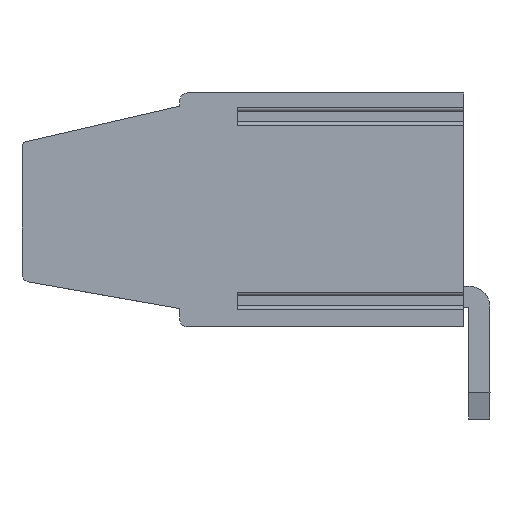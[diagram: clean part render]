
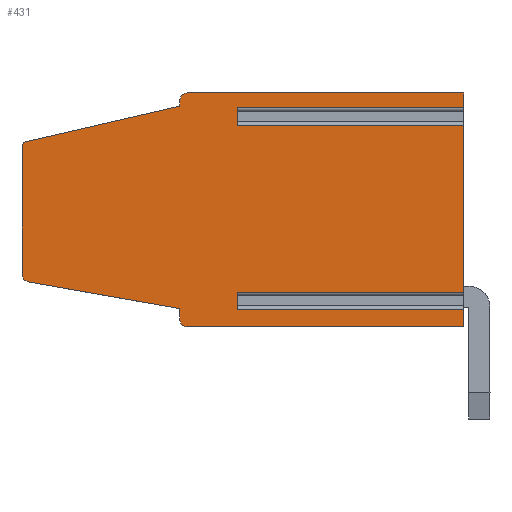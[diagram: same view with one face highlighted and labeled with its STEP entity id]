
A CAD part, left-side view. The second image highlights one B-rep face of the part: STEP entity #431.
In plain terms, the highlighted planar face has unit normal (-1, 0, 0).
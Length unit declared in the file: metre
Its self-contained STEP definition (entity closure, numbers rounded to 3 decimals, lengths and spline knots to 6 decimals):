
#431=ADVANCED_FACE('',(#1093),#1094,.T.);
#1093=FACE_OUTER_BOUND('',#2024,.T.);
#1094=PLANE('',#2025);
#2024=EDGE_LOOP('',(#3319,#3320,#3321,#3322,#3323,#3324,#3325,#3326,#3327,#3328,#3329,#3330,#3331,#3332,#3333,#3334,#3335,#3336,#3337,#3338));
#2025=AXIS2_PLACEMENT_3D('',#3339,#3340,#3341);
#3319=ORIENTED_EDGE('',*,*,#5639,.T.);
#3320=ORIENTED_EDGE('',*,*,#5528,.F.);
#3321=ORIENTED_EDGE('',*,*,#5610,.F.);
#3322=ORIENTED_EDGE('',*,*,#5640,.T.);
#3323=ORIENTED_EDGE('',*,*,#5641,.T.);
#3324=ORIENTED_EDGE('',*,*,#5642,.T.);
#3325=ORIENTED_EDGE('',*,*,#5643,.T.);
#3326=ORIENTED_EDGE('',*,*,#5644,.T.);
#3327=ORIENTED_EDGE('',*,*,#5645,.T.);
#3328=ORIENTED_EDGE('',*,*,#5357,.T.);
#3329=ORIENTED_EDGE('',*,*,#5364,.T.);
#3330=ORIENTED_EDGE('',*,*,#5646,.T.);
#3331=ORIENTED_EDGE('',*,*,#5647,.T.);
#3332=ORIENTED_EDGE('',*,*,#5648,.T.);
#3333=ORIENTED_EDGE('',*,*,#5649,.T.);
#3334=ORIENTED_EDGE('',*,*,#5650,.F.);
#3335=ORIENTED_EDGE('',*,*,#5651,.T.);
#3336=ORIENTED_EDGE('',*,*,#5652,.T.);
#3337=ORIENTED_EDGE('',*,*,#5572,.F.);
#3338=ORIENTED_EDGE('',*,*,#5653,.F.);
#3339=CARTESIAN_POINT('',(0.,0.0168,-0.00689));
#3340=DIRECTION('',(-1.0,0.,0.));
#3341=DIRECTION('',(0.,1.0,0.0));
#5357=EDGE_CURVE('',#6325,#6379,#6381,.T.);
#5364=EDGE_CURVE('',#6379,#6391,#6393,.T.);
#5528=EDGE_CURVE('',#6674,#6675,#6676,.T.);
#5572=EDGE_CURVE('',#6746,#6747,#6748,.T.);
#5610=EDGE_CURVE('',#6804,#6674,#6806,.T.);
#5639=EDGE_CURVE('',#6844,#6675,#6845,.T.);
#5640=EDGE_CURVE('',#6804,#6846,#6847,.T.);
#5641=EDGE_CURVE('',#6846,#6848,#6849,.T.);
#5642=EDGE_CURVE('',#6848,#6850,#6851,.T.);
#5643=EDGE_CURVE('',#6850,#6852,#6853,.T.);
#5644=EDGE_CURVE('',#6852,#6854,#6855,.T.);
#5645=EDGE_CURVE('',#6854,#6325,#6856,.T.);
#5646=EDGE_CURVE('',#6391,#6857,#6858,.T.);
#5647=EDGE_CURVE('',#6857,#6859,#6860,.T.);
#5648=EDGE_CURVE('',#6859,#6861,#6862,.T.);
#5649=EDGE_CURVE('',#6861,#6863,#6864,.T.);
#5650=EDGE_CURVE('',#6865,#6863,#6866,.T.);
#5651=EDGE_CURVE('',#6865,#6867,#6868,.T.);
#5652=EDGE_CURVE('',#6867,#6747,#6869,.T.);
#5653=EDGE_CURVE('',#6844,#6746,#6870,.T.);
#6325=VERTEX_POINT('',#7808);
#6379=VERTEX_POINT('',#7889);
#6381=CIRCLE('',#7892,0.0002);
#6391=VERTEX_POINT('',#7903);
#6393=LINE('',#7906,#7907);
#6674=VERTEX_POINT('',#8321);
#6675=VERTEX_POINT('',#8322);
#6676=LINE('',#8323,#8324);
#6746=VERTEX_POINT('',#8420);
#6747=VERTEX_POINT('',#8421);
#6748=LINE('',#8422,#8423);
#6804=VERTEX_POINT('',#8500);
#6806=LINE('',#8502,#8503);
#6844=VERTEX_POINT('',#8558);
#6845=LINE('',#8559,#8560);
#6846=VERTEX_POINT('',#8561);
#6847=LINE('',#8562,#8563);
#6848=VERTEX_POINT('',#8564);
#6849=LINE('',#8565,#8566);
#6850=VERTEX_POINT('',#8567);
#6851=LINE('',#8568,#8569);
#6852=VERTEX_POINT('',#8570);
#6853=CIRCLE('',#8571,0.0003);
#6854=VERTEX_POINT('',#8572);
#6855=LINE('',#8573,#8574);
#6856=LINE('',#8575,#8576);
#6857=VERTEX_POINT('',#8577);
#6858=CIRCLE('',#8578,0.0003);
#6859=VERTEX_POINT('',#8579);
#6860=LINE('',#8580,#8581);
#6861=VERTEX_POINT('',#8582);
#6862=LINE('',#8583,#8584);
#6863=VERTEX_POINT('',#8585);
#6864=CIRCLE('',#8586,0.0003);
#6865=VERTEX_POINT('',#8587);
#6866=LINE('',#8588,#8589);
#6867=VERTEX_POINT('',#8590);
#6868=LINE('',#8591,#8592);
#6869=LINE('',#8593,#8594);
#6870=LINE('',#8595,#8596);
#7808=CARTESIAN_POINT('',(0.,0.016645,-0.001849));
#7889=CARTESIAN_POINT('',(0.,0.0168,-0.002044));
#7892=AXIS2_PLACEMENT_3D('',#9935,#9936,#9937);
#7903=CARTESIAN_POINT('',(0.,0.0168,-0.00689));
#7906=CARTESIAN_POINT('',(0.,0.0168,-0.002044));
#7907=VECTOR('',#9949,1.0);
#8321=CARTESIAN_POINT('',(0.,0.0086,-0.00123));
#8322=CARTESIAN_POINT('',(0.,0.,-0.00123));
#8323=CARTESIAN_POINT('',(0.,0.,-0.00123));
#8324=VECTOR('',#10126,1.0);
#8420=CARTESIAN_POINT('',(0.,0.0086,-0.00757));
#8421=CARTESIAN_POINT('',(0.,0.0086,-0.00823));
#8422=CARTESIAN_POINT('',(0.,0.0086,-0.00823));
#8423=VECTOR('',#10174,1.0);
#8500=CARTESIAN_POINT('',(0.,0.0086,-0.00057));
#8502=CARTESIAN_POINT('',(0.,0.0086,-0.00123));
#8503=VECTOR('',#10217,1.0);
#8558=CARTESIAN_POINT('',(0.,0.,-0.00757));
#8559=CARTESIAN_POINT('',(0.0,0.,-0.008915));
#8560=VECTOR('',#10241,1.0);
#8561=CARTESIAN_POINT('',(0.,0.,-0.00057));
#8562=CARTESIAN_POINT('',(0.,0.,-0.00057));
#8563=VECTOR('',#10242,1.0);
#8564=CARTESIAN_POINT('',(0.0,0.0,0.0));
#8565=CARTESIAN_POINT('',(0.0,0.,-0.008915));
#8566=VECTOR('',#10243,1.0);
#8567=CARTESIAN_POINT('',(0.,0.0105,0.));
#8568=CARTESIAN_POINT('',(0.0,0.0,0.0));
#8569=VECTOR('',#10244,1.0);
#8570=CARTESIAN_POINT('',(0.,0.0108,-0.0003));
#8571=AXIS2_PLACEMENT_3D('',#10245,#10246,#10247);
#8572=CARTESIAN_POINT('',(0.,0.0108,-0.0005));
#8573=CARTESIAN_POINT('',(0.,0.0108,-0.0003));
#8574=VECTOR('',#10248,1.0);
#8575=CARTESIAN_POINT('',(0.,0.0108,-0.0005));
#8576=VECTOR('',#10249,1.0);
#8577=CARTESIAN_POINT('',(0.,0.016552,-0.007186));
#8578=AXIS2_PLACEMENT_3D('',#10250,#10251,#10252);
#8579=CARTESIAN_POINT('',(0.,0.0108,-0.0082));
#8580=CARTESIAN_POINT('',(0.,0.016552,-0.007186));
#8581=VECTOR('',#10253,1.0);
#8582=CARTESIAN_POINT('',(0.,0.0108,-0.0086));
#8583=CARTESIAN_POINT('',(0.,0.0108,-0.0082));
#8584=VECTOR('',#10254,1.0);
#8585=CARTESIAN_POINT('',(0.,0.0105,-0.0089));
#8586=AXIS2_PLACEMENT_3D('',#10255,#10256,#10257);
#8587=CARTESIAN_POINT('',(0.0,0.,-0.0089));
#8588=CARTESIAN_POINT('',(0.,0.0051,-0.0089));
#8589=VECTOR('',#10258,1.0);
#8590=CARTESIAN_POINT('',(0.,0.,-0.00823));
#8591=CARTESIAN_POINT('',(0.0,0.,-0.008915));
#8592=VECTOR('',#10259,1.0);
#8593=CARTESIAN_POINT('',(0.0,0.,-0.00823));
#8594=VECTOR('',#10260,1.0);
#8595=CARTESIAN_POINT('',(0.0,0.,-0.00757));
#8596=VECTOR('',#10261,1.0);
#9935=CARTESIAN_POINT('',(0.,0.0166,-0.002044));
#9936=DIRECTION('',(-1.0,0.,0.));
#9937=DIRECTION('',(0.,-1.0,0.));
#9949=DIRECTION('',(0.,0.,-1.0));
#10126=DIRECTION('',(0.,-1.0,0.));
#10174=DIRECTION('',(0.,0.,-1.0));
#10217=DIRECTION('',(0.,0.,-1.0));
#10241=DIRECTION('',(0.,0.,1.0));
#10242=DIRECTION('',(0.,-1.0,0.));
#10243=DIRECTION('',(0.,0.,1.0));
#10244=DIRECTION('',(0.,1.0,0.));
#10245=CARTESIAN_POINT('',(0.,0.0105,-0.0003));
#10246=DIRECTION('',(-1.0,0.,0.));
#10247=DIRECTION('',(0.,-1.0,0.));
#10248=DIRECTION('',(0.,0.,-1.0));
#10249=DIRECTION('',(0.,0.974,-0.225));
#10250=CARTESIAN_POINT('',(0.,0.0165,-0.00689));
#10251=DIRECTION('',(-1.0,0.,0.));
#10252=DIRECTION('',(0.,-1.0,0.));
#10253=DIRECTION('',(0.,-0.985,-0.174));
#10254=DIRECTION('',(0.,0.,-1.0));
#10255=CARTESIAN_POINT('',(0.,0.0105,-0.0086));
#10256=DIRECTION('',(-1.0,0.,0.));
#10257=DIRECTION('',(0.,-1.0,0.));
#10258=DIRECTION('',(0.,1.0,0.));
#10259=DIRECTION('',(0.,0.,1.0));
#10260=DIRECTION('',(0.,1.0,0.));
#10261=DIRECTION('',(0.,1.0,0.));
